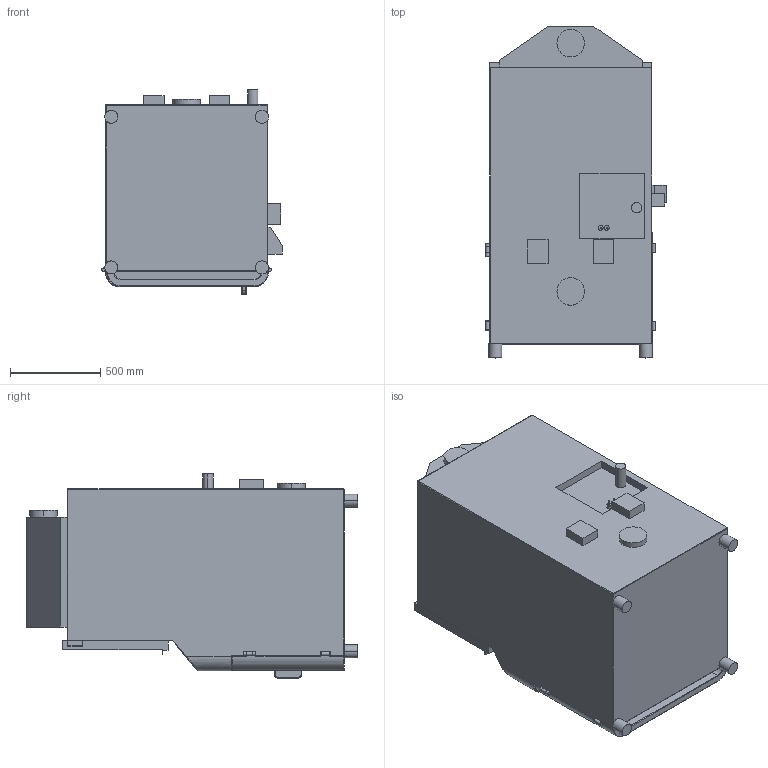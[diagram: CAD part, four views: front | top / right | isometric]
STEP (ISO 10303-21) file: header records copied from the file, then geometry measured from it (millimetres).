
FILE_DESCRIPTION((''),'2;1');
FILE_NAME('XPROII-2-DE_ENVELOPE_ASM','2025-05-13T10:54:16',('bwaterworth'),(''),'CREO PARAMETRIC BY PTC INC, 2020354','CREO PARAMETRIC BY PTC INC, 2020354','');
FILE_SCHEMA(('CONFIG_CONTROL_DESIGN'));
Length unit declared in the file: inch
Products named in the file (5): XPROII-2_ENVELOPE; XPROII-2_DOORS_ENVELOPE; XPROII-2-SASH; XPROII_2_DE_ENVELOPE; XPROII-2-DE_ENVELOPE_ASM
Assembly tree (4 placements, depth 2):
  XPROII-2-DE_ENVELOPE_ASM
    XPROII-2_ENVELOPE
    XPROII-2_DOORS_ENVELOPE
    XPROII-2-SASH
    XPROII_2_DE_ENVELOPE
Bounding box: 1001.81 x 1840.1 x 1132.99 mm (x, y, z)
Volume: 1376084041 mm3; surface area: 11492669 mm2
Topology: 4 solids, 4 shells, 227 faces, 541 edges, 335 vertices
Faces by surface type: plane 120, cylinder 80, torus 14, bspline 7, sphere 6
Entity records: 7304 total; most frequent: CARTESIAN_POINT 1868, DIRECTION 1143, ORIENTED_EDGE 1082, EDGE_CURVE 541, AXIS2_PLACEMENT_3D 399, VECTOR 345, LINE 345, VERTEX_POINT 335
